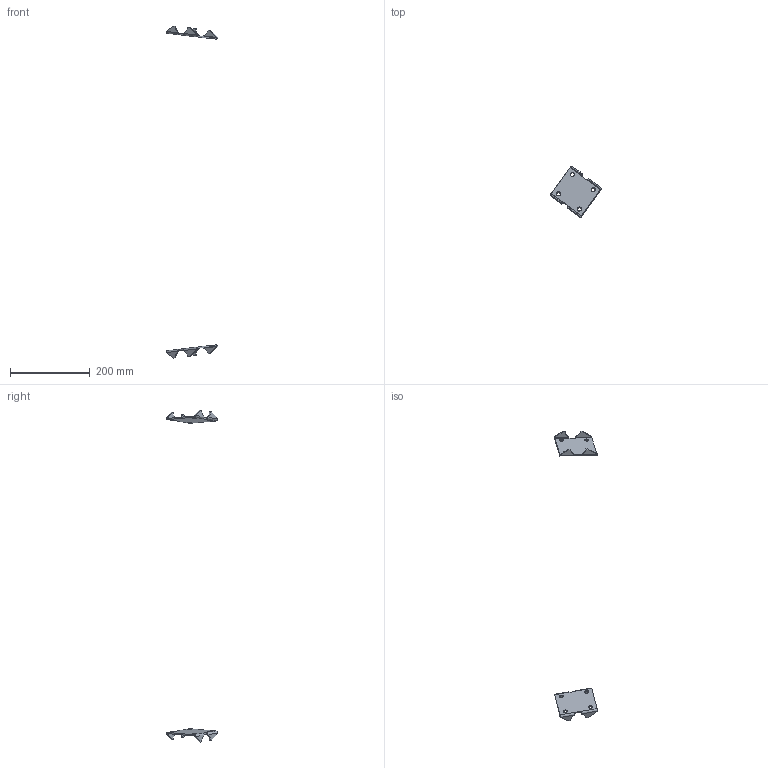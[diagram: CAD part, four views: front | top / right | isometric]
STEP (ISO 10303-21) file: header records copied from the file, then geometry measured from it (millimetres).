
FILE_DESCRIPTION(/* description */ (''),/* implementation_level */ '2;1');
FILE_NAME(/* name */ 'PTT01S007007A_SUPP_INT_D_POST_1_ASM.stp',/* time_stamp */ '2016-06-02T11:09:30+02:00',/* author */ (''),/* organization */ (''),/* preprocessor_version */ 'ST-DEVELOPER v16.5',/* originating_system */ 'Autodesk Translation Framework v5.0.0.3310',/* authorisation */ '');
FILE_SCHEMA (('AUTOMOTIVE_DESIGN { 1 0 10303 214 3 1 1 }'));
Length unit declared in the file: centimetre
Products named in the file (3): PTT01S007007A_SUPP_INT_D_POST_1_ASM; MANIFOLD_SOLID_BREP_8091_1; MANIFOLD_SOLID_BREP_9857_1
Assembly tree (2 placements, depth 2):
  PTT01S007007A_SUPP_INT_D_POST_1_ASM
    MANIFOLD_SOLID_BREP_8091_1
    MANIFOLD_SOLID_BREP_9857_1
Bounding box: 128.75 x 128.51 x 831.72 mm (x, y, z)
Volume: 55986.9 mm3; surface area: 40774.4 mm2
Topology: 2 solids, 2 shells, 116 faces, 272 edges, 160 vertices
Faces by surface type: plane 84, cylinder 32
Full cylindrical faces by diameter (mm): 10.2 x8
Entity records: 3283 total; most frequent: DIRECTION 570, CARTESIAN_POINT 545, ORIENTED_EDGE 528, EDGE_CURVE 264, LINE 200, VECTOR 200, AXIS2_PLACEMENT_3D 185, VERTEX_POINT 160
